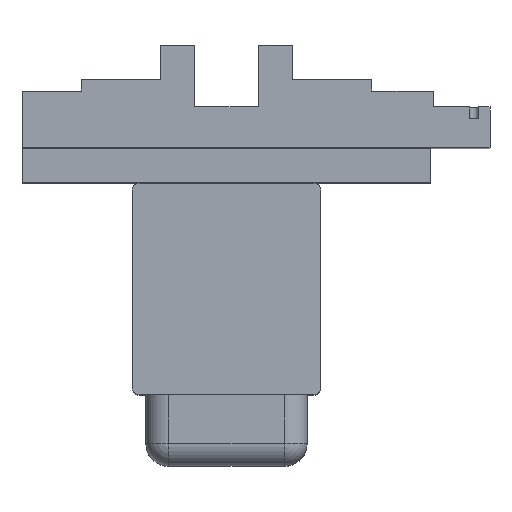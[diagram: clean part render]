
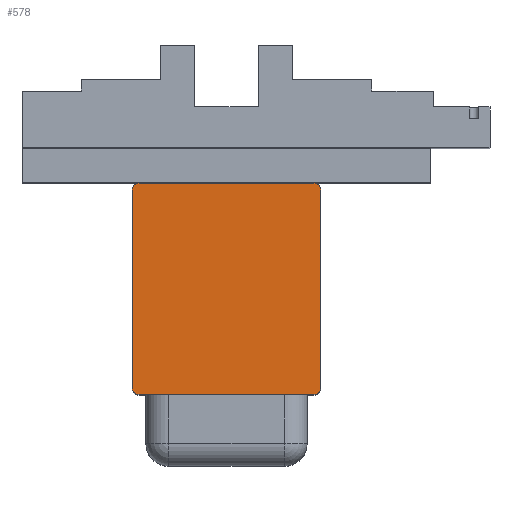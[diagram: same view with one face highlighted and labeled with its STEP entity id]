
A CAD part, top view. The second image highlights one B-rep face of the part: STEP entity #578.
In plain terms, the highlighted planar face has unit normal (0, 0, 1).
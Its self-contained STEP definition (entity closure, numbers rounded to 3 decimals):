
#301=FACE_OUTER_BOUND('',#1908,.T.);
#578=ADVANCED_FACE('',(#301),#833,.F.);
#833=PLANE('',#4933);
#952=LINE('',#7046,#1326);
#958=LINE('',#7073,#1332);
#966=LINE('',#7105,#1340);
#976=LINE('',#7142,#1350);
#1326=VECTOR('',#5620,1.);
#1332=VECTOR('',#5642,1.);
#1340=VECTOR('',#5666,1.);
#1350=VECTOR('',#5694,1.);
#1908=EDGE_LOOP('',(#2450,#2451,#2452,#2453,#2454,#2455,#2456,#2457));
#2450=ORIENTED_EDGE('',*,*,#4025,.F.);
#2451=ORIENTED_EDGE('',*,*,#4045,.T.);
#2452=ORIENTED_EDGE('',*,*,#4010,.F.);
#2453=ORIENTED_EDGE('',*,*,#4046,.T.);
#2454=ORIENTED_EDGE('',*,*,#3997,.F.);
#2455=ORIENTED_EDGE('',*,*,#4047,.T.);
#2456=ORIENTED_EDGE('',*,*,#4043,.F.);
#2457=ORIENTED_EDGE('',*,*,#4048,.T.);
#3536=VERTEX_POINT('',#7047);
#3537=VERTEX_POINT('',#7048);
#3549=VERTEX_POINT('',#7074);
#3550=VERTEX_POINT('',#7075);
#3564=VERTEX_POINT('',#7104);
#3565=VERTEX_POINT('',#7106);
#3582=VERTEX_POINT('',#7141);
#3583=VERTEX_POINT('',#7143);
#3997=EDGE_CURVE('',#3536,#3537,#952,.T.);
#4010=EDGE_CURVE('',#3549,#3550,#958,.T.);
#4025=EDGE_CURVE('',#3564,#3565,#966,.T.);
#4043=EDGE_CURVE('',#3582,#3583,#976,.T.);
#4045=EDGE_CURVE('',#3564,#3550,#4612,.T.);
#4046=EDGE_CURVE('',#3549,#3537,#4613,.T.);
#4047=EDGE_CURVE('',#3536,#3583,#4614,.T.);
#4048=EDGE_CURVE('',#3582,#3565,#4615,.T.);
#4612=CIRCLE('',#4929,3.);
#4613=CIRCLE('',#4930,3.);
#4614=CIRCLE('',#4931,3.);
#4615=CIRCLE('',#4932,3.);
#4929=AXIS2_PLACEMENT_3D('',#7146,#5698,#5699);
#4930=AXIS2_PLACEMENT_3D('',#7147,#5700,#5701);
#4931=AXIS2_PLACEMENT_3D('',#7148,#5702,#5703);
#4932=AXIS2_PLACEMENT_3D('',#7149,#5704,#5705);
#4933=AXIS2_PLACEMENT_3D('',#7150,#5706,#5707);
#5620=DIRECTION('',(0.,1.,0.));
#5642=DIRECTION('',(1.,0.,0.));
#5666=DIRECTION('',(0.,-1.,0.));
#5694=DIRECTION('',(-1.,0.,0.));
#5698=DIRECTION('',(0.,0.,1.));
#5699=DIRECTION('',(-1.,0.,0.));
#5700=DIRECTION('',(0.,0.,1.));
#5701=DIRECTION('',(-1.,0.,0.));
#5702=DIRECTION('',(0.,0.,1.));
#5703=DIRECTION('',(-1.,0.,0.));
#5704=DIRECTION('',(0.,0.,1.));
#5705=DIRECTION('',(-1.,0.,0.));
#5706=DIRECTION('',(0.,0.,-1.));
#5707=DIRECTION('',(0.,-1.,0.));
#7046=CARTESIAN_POINT('',(-41.5,-46.5,340.));
#7047=CARTESIAN_POINT('',(-41.5,-43.5,340.));
#7048=CARTESIAN_POINT('',(-41.5,43.5,340.));
#7073=CARTESIAN_POINT('',(-41.5,46.5,340.));
#7074=CARTESIAN_POINT('',(-38.5,46.5,340.));
#7075=CARTESIAN_POINT('',(38.5,46.5,340.));
#7104=CARTESIAN_POINT('',(41.5,43.5,340.));
#7105=CARTESIAN_POINT('',(41.5,46.5,340.));
#7106=CARTESIAN_POINT('',(41.5,-43.5,340.));
#7141=CARTESIAN_POINT('',(38.5,-46.5,340.));
#7142=CARTESIAN_POINT('',(41.5,-46.5,340.));
#7143=CARTESIAN_POINT('',(-38.5,-46.5,340.));
#7146=CARTESIAN_POINT('',(38.5,43.5,340.));
#7147=CARTESIAN_POINT('',(-38.5,43.5,340.));
#7148=CARTESIAN_POINT('',(-38.5,-43.5,340.));
#7149=CARTESIAN_POINT('',(38.5,-43.5,340.));
#7150=CARTESIAN_POINT('',(0.,0.,340.));
